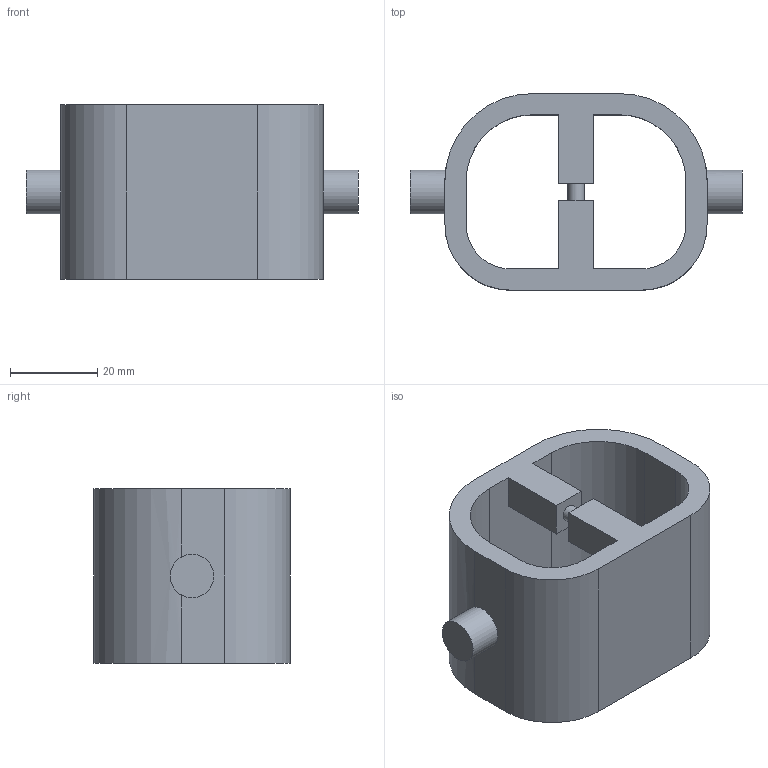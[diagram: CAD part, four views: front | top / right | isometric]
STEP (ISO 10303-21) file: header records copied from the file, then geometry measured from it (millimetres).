
FILE_DESCRIPTION(/* description */ ('STEP AP214'),/* implementation_level */ '2;1');
FILE_NAME(/* name */ '601da0f140d66b116842976b',/* time_stamp */ '2021-02-05T19:48:01+00:00',/* author */ (''),/* organization */ (''),/* preprocessor_version */ 'ST-DEVELOPER v18.1',/* originating_system */ ' ',/* authorisation */ ' ');
FILE_SCHEMA (('AUTOMOTIVE_DESIGN {1 0 10303 214 3 1 1}'));
Length unit declared in the file: metre
Products named in the file (1): Segment
Bounding box: 76 x 45 x 40 mm (x, y, z)
Volume: 37303.2 mm3; surface area: 17332.9 mm2
Topology: 1 solids, 1 shells, 40 faces, 133 edges, 95 vertices
Faces by surface type: plane 28, cylinder 12
Full cylindrical faces by diameter (mm): 3.75 x2, 10 x2
Entity records: 1476 total; most frequent: CARTESIAN_POINT 271, ORIENTED_EDGE 252, DIRECTION 230, EDGE_CURVE 126, LINE 100, VECTOR 100, VERTEX_POINT 92, AXIS2_PLACEMENT_3D 65
